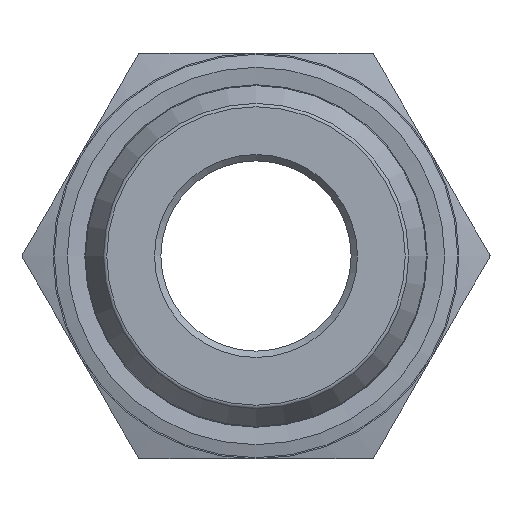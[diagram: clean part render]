
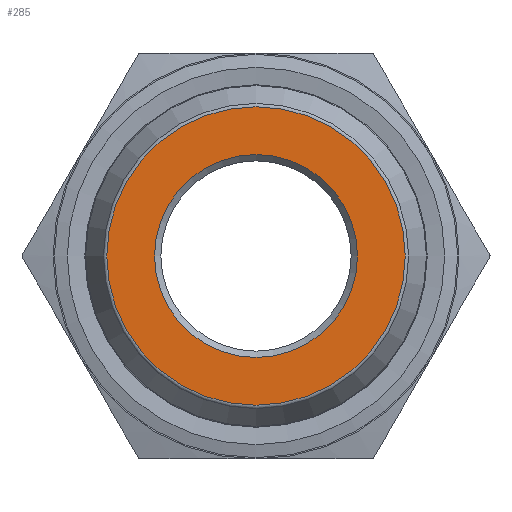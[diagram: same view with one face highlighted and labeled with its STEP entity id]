
A CAD part, left-side view. The second image highlights one B-rep face of the part: STEP entity #285.
In plain terms, the highlighted planar face has unit normal (-1, 0, 0).
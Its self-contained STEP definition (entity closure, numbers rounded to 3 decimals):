
#153=FACE_BOUND('',#395,.T.);
#154=FACE_BOUND('',#396,.T.);
#219=CIRCLE('',#910,8.);
#220=CIRCLE('',#911,11.768);
#252=PLANE('',#912);
#285=ADVANCED_FACE('',(#153,#154),#252,.F.);
#395=EDGE_LOOP('',(#596));
#396=EDGE_LOOP('',(#597));
#596=ORIENTED_EDGE('',*,*,#809,.T.);
#597=ORIENTED_EDGE('',*,*,#810,.T.);
#721=VERTEX_POINT('',#1555);
#722=VERTEX_POINT('',#1557);
#809=EDGE_CURVE('',#721,#721,#219,.T.);
#810=EDGE_CURVE('',#722,#722,#220,.T.);
#910=AXIS2_PLACEMENT_3D('',#1554,#1079,#1080);
#911=AXIS2_PLACEMENT_3D('',#1556,#1081,#1082);
#912=AXIS2_PLACEMENT_3D('',#1558,#1083,#1084);
#1079=DIRECTION('',(1.,0.,0.));
#1080=DIRECTION('',(0.,0.,-1.));
#1081=DIRECTION('',(-1.,0.,0.));
#1082=DIRECTION('',(0.,0.,-1.));
#1083=DIRECTION('',(1.,0.,0.));
#1084=DIRECTION('',(0.,0.,-1.));
#1554=CARTESIAN_POINT('',(0.,0.,0.));
#1555=CARTESIAN_POINT('',(0.,0.,-8.));
#1556=CARTESIAN_POINT('',(0.,0.,0.));
#1557=CARTESIAN_POINT('',(0.,0.,-11.768));
#1558=CARTESIAN_POINT('',(0.,-18.29,0.));
